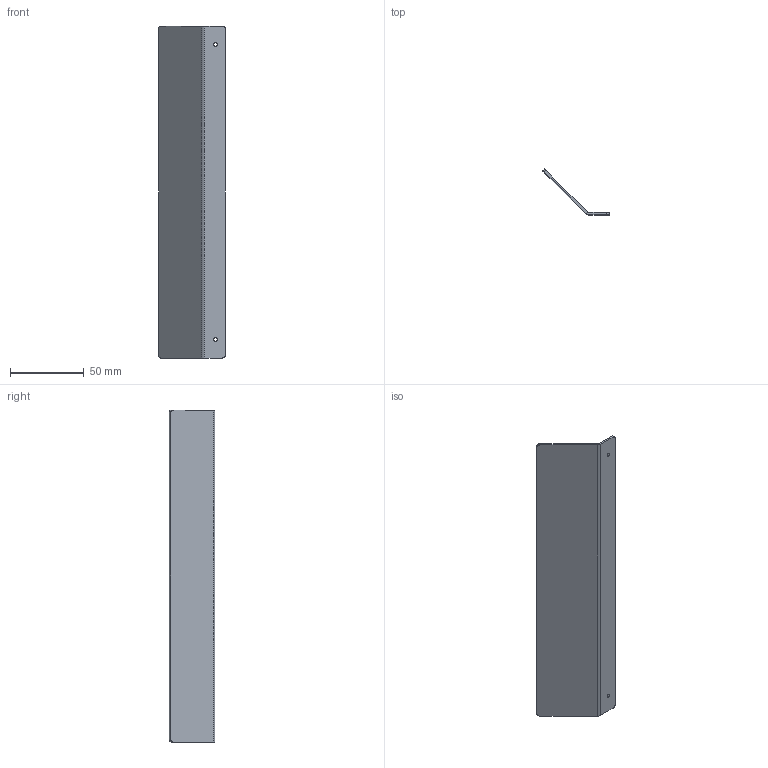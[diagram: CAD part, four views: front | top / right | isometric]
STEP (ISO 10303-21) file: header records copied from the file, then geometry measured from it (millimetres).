
FILE_DESCRIPTION(/* description */ ('ESQUINA CUBRE CABLES'),/* implementation_level */ '2;1');
FILE_NAME(/* name */ 'C04H030037-Metal-sheet-cover-corner.stp',/* time_stamp */ '2014-12-22T14:58:36+01:00',/* author */ ('MARCHA TECHNOLOGY'),/* organization */ ('MARCHA TECHNOLOGY'),/* preprocessor_version */ 'ST-DEVELOPER v15.6',/* originating_system */ 'Autodesk Inventor 2015',/* authorisation */ '');
FILE_SCHEMA (('CONFIG_CONTROL_DESIGN'));
Length unit declared in the file: millimetre
Products named in the file (1): C04H030037-Metal-sheet-cover-corner
Bounding box: 45 x 31.06 x 225 mm (x, y, z)
Volume: 19119.6 mm3; surface area: 26356 mm2
Topology: 1 solids, 1 shells, 16 faces, 44 edges, 30 vertices
Faces by surface type: cylinder 8, plane 8
Full cylindrical faces by diameter (mm): 2.459 x2
Entity records: 524 total; most frequent: DIRECTION 90, CARTESIAN_POINT 85, ORIENTED_EDGE 80, EDGE_CURVE 40, AXIS2_PLACEMENT_3D 33, VERTEX_POINT 28, LINE 24, VECTOR 24
